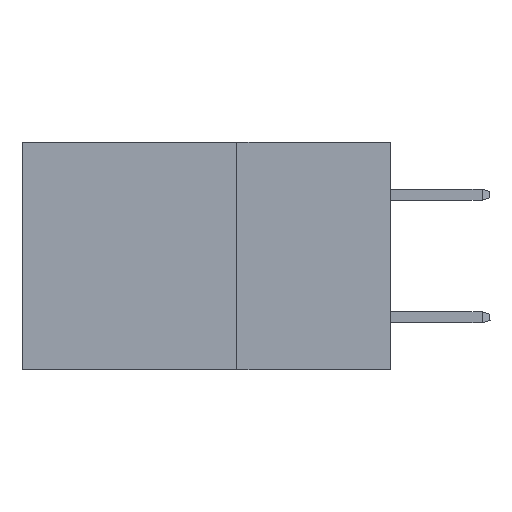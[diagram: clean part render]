
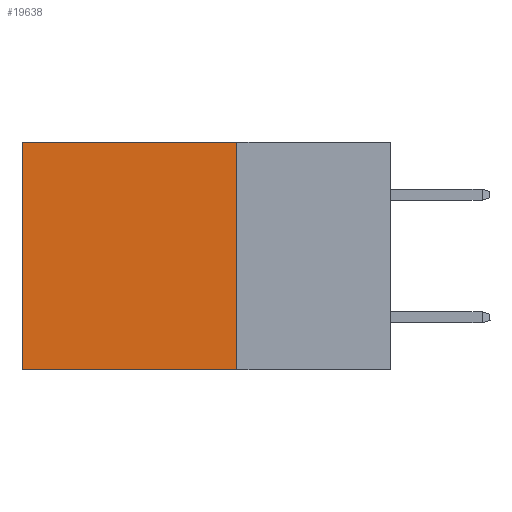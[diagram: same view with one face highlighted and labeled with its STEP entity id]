
A CAD part, left-side view. The second image highlights one B-rep face of the part: STEP entity #19638.
In plain terms, the highlighted planar face has unit normal (-1, 0, 0).
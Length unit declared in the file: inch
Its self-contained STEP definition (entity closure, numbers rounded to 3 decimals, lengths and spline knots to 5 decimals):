
#477 = DIRECTION ( 'NONE',  ( 0., 0., -1. ) ) ;
#1394 = CARTESIAN_POINT ( 'NONE',  ( 0.2875, 0.25, -0.37 ) ) ;
#1473 = VECTOR ( 'NONE', #9448, 39.37008 ) ;
#3058 = VERTEX_POINT ( 'NONE', #17604 ) ;
#3743 = CARTESIAN_POINT ( 'NONE',  ( 0.2875, 0.25, 0. ) ) ;
#6150 = VERTEX_POINT ( 'NONE', #26939 ) ;
#7230 = ORIENTED_EDGE ( 'NONE', *, *, #27024, .F. ) ;
#8686 = DIRECTION ( 'NONE',  ( 1., 0., 0. ) ) ;
#9448 = DIRECTION ( 'NONE',  ( 0., 1., 0. ) ) ;
#9878 = ORIENTED_EDGE ( 'NONE', *, *, #24233, .T. ) ;
#10697 = CARTESIAN_POINT ( 'NONE',  ( 0.2875, 0.25, -0.37 ) ) ;
#11678 = ORIENTED_EDGE ( 'NONE', *, *, #23533, .T. ) ;
#11731 = EDGE_LOOP ( 'NONE', ( #11678, #17396, #7230, #9878 ) ) ;
#12142 = DIRECTION ( 'NONE',  ( 0., 1., 0. ) ) ;
#14511 = VECTOR ( 'NONE', #12142, 39.37008 ) ;
#15116 = AXIS2_PLACEMENT_3D ( 'NONE', #21763, #8686, #17295 ) ;
#15507 = VERTEX_POINT ( 'NONE', #25080 ) ;
#15684 = CARTESIAN_POINT ( 'NONE',  ( 0.2875, 0.6, 0. ) ) ;
#16263 = LINE ( 'NONE', #15684, #19940 ) ;
#16545 = LINE ( 'NONE', #24133, #1473 ) ;
#17295 = DIRECTION ( 'NONE',  ( 0., 0., -1. ) ) ;
#17396 = ORIENTED_EDGE ( 'NONE', *, *, #24489, .F. ) ;
#17604 = CARTESIAN_POINT ( 'NONE',  ( 0.2875, 0.25, 0. ) ) ;
#17757 = FACE_OUTER_BOUND ( 'NONE', #11731, .T. ) ;
#19638 = ADVANCED_FACE ( 'NONE', ( #17757 ), #21481, .F. ) ;
#19940 = VECTOR ( 'NONE', #477, 39.37008 ) ;
#21481 = PLANE ( 'NONE',  #15116 ) ;
#21763 = CARTESIAN_POINT ( 'NONE',  ( 0.2875, 0.25, 0. ) ) ;
#22189 = LINE ( 'NONE', #1394, #14511 ) ;
#22312 = VERTEX_POINT ( 'NONE', #10697 ) ;
#23533 = EDGE_CURVE ( 'NONE', #15507, #6150, #16263, .T. ) ;
#24091 = LINE ( 'NONE', #3743, #24773 ) ;
#24133 = CARTESIAN_POINT ( 'NONE',  ( 0.2875, 0.25, 0. ) ) ;
#24233 = EDGE_CURVE ( 'NONE', #3058, #15507, #16545, .T. ) ;
#24489 = EDGE_CURVE ( 'NONE', #22312, #6150, #22189, .T. ) ;
#24773 = VECTOR ( 'NONE', #27685, 39.37008 ) ;
#25080 = CARTESIAN_POINT ( 'NONE',  ( 0.2875, 0.6, 0. ) ) ;
#26939 = CARTESIAN_POINT ( 'NONE',  ( 0.2875, 0.6, -0.37 ) ) ;
#27024 = EDGE_CURVE ( 'NONE', #3058, #22312, #24091, .T. ) ;
#27685 = DIRECTION ( 'NONE',  ( 0., 0., -1. ) ) ;
